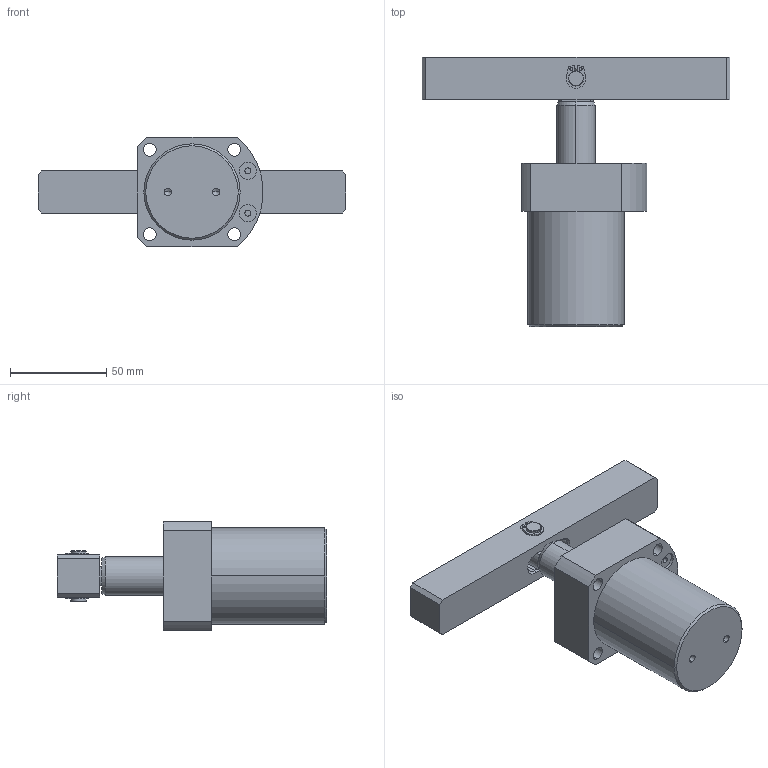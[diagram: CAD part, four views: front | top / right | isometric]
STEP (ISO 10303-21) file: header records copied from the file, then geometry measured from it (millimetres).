
FILE_DESCRIPTION (( 'STEP AP214' ), '1' );
FILE_NAME ('chs-fam32d_asm.STEP', '2020-02-12T06:05:00', ( '' ), ( '' ), 'SwSTEP 2.0', 'SolidWorks 2016', '' );
FILE_SCHEMA (( 'AUTOMOTIVE_DESIGN' ));
Length unit declared in the file: millimetre
Products named in the file (6): 轴8挡圈_1; Xiaozhou_1; CHS-FAM32BT; CHS-32D-01_3; CHS-32D-02_2; chs-fam32d_asm
Assembly tree (6 placements, depth 2):
  chs-fam32d_asm
    CHS-32D-02_2
    CHS-32D-01_3
    CHS-FAM32BT
    Xiaozhou_1
    轴8挡圈_1  x2
Bounding box: 160 x 140 x 57 mm (x, y, z)
Volume: 299245.8 mm3; surface area: 51918 mm2
Topology: 7 solids, 7 shells, 177 faces, 422 edges, 271 vertices
Faces by surface type: cylinder 97, plane 56, cone 24
Entity records: 4673 total; most frequent: DIRECTION 848, CARTESIAN_POINT 753, ORIENTED_EDGE 700, EDGE_CURVE 350, AXIS2_PLACEMENT_3D 342, VERTEX_POINT 227, EDGE_LOOP 191, CIRCLE 180
